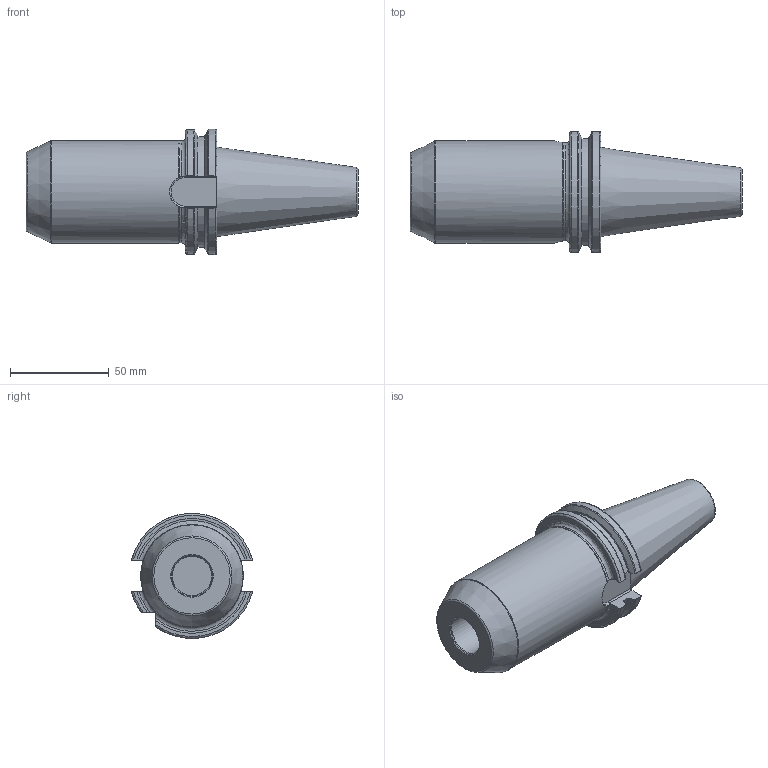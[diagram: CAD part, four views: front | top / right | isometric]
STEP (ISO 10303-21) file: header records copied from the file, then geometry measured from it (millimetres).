
FILE_DESCRIPTION(/* description */ (''),/* implementation_level */ '2;1');
FILE_NAME(/* name */ 'ASK40-EM-20-100.stp',/* time_stamp */ '2024-12-25T13:11:39+03:00',/* author */ (''),/* organization */ (''),/* preprocessor_version */ 'ST-DEVELOPER v19.4',/* originating_system */ 'SIEMENS PLM Software NX2306.3001',/* authorisation */ '');
FILE_SCHEMA (('AUTOMOTIVE_DESIGN { 1 0 10303 214 3 1 1 1 }'));
Length unit declared in the file: millimetre
Products named in the file (1): ASK40-EM-20-100-LIGHT_objects
Bounding box: 168.4 x 61.37 x 63.42 mm (x, y, z)
Volume: 262884.4 mm3; surface area: 32222 mm2
Topology: 1 solids, 1 shells, 111 faces, 305 edges, 198 vertices
Faces by surface type: plane 31, torus 30, cylinder 25, cone 25
Full cylindrical faces by diameter (mm): 4 x1, 10 x1, 20 x1, 52 x1
Entity records: 4090 total; most frequent: CARTESIAN_POINT 1459, ORIENTED_EDGE 564, DIRECTION 499, EDGE_CURVE 282, AXIS2_PLACEMENT_3D 214, VERTEX_POINT 193, EDGE_LOOP 130, ADVANCED_FACE 111
